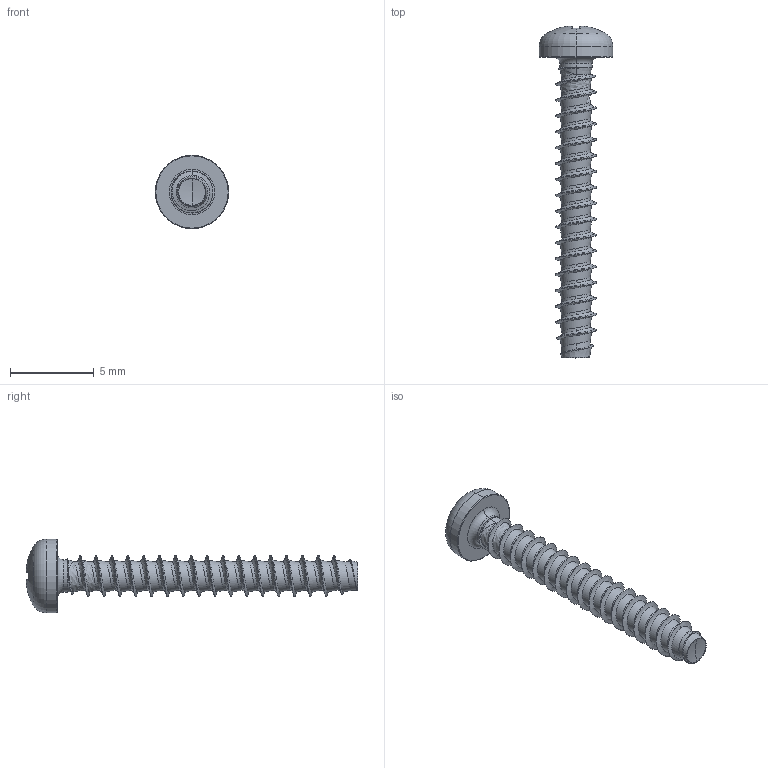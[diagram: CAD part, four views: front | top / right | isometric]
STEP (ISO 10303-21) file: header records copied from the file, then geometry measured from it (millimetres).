
FILE_DESCRIPTION (( 'STEP AP203' ), '1' );
FILE_NAME ('STP220250180.STEP', '2017-08-15T02:39:47', ( '' ), ( '' ), 'SwSTEP 2.0', 'SolidWorks 2015', '' );
FILE_SCHEMA (( 'CONFIG_CONTROL_DESIGN' ));
Length unit declared in the file: millimetre
Products named in the file (1): STP220250180
Bounding box: 4.4 x 19.87 x 4.4 mm (x, y, z)
Volume: 71.1 mm3; surface area: 214.9 mm2
Topology: 1 solids, 1 shells, 204 faces, 498 edges, 296 vertices
Faces by surface type: cylinder 62, bspline 55, plane 30, torus 28, sphere 20, cone 9
Entity records: 24683 total; most frequent: CARTESIAN_POINT 20400, ORIENTED_EDGE 992, DIRECTION 769, EDGE_CURVE 496, AXIS2_PLACEMENT_3D 331, VERTEX_POINT 296, EDGE_LOOP 206, ADVANCED_FACE 204
